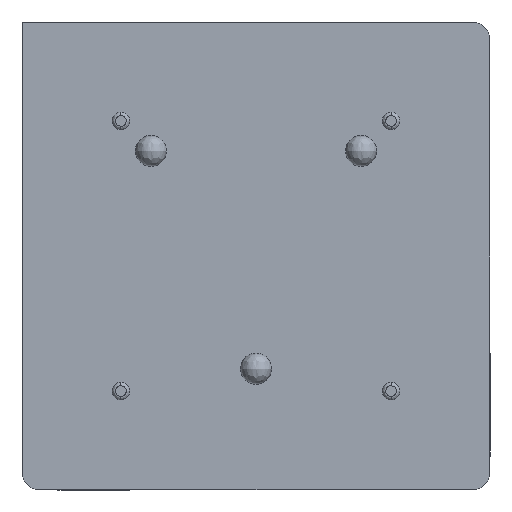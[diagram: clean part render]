
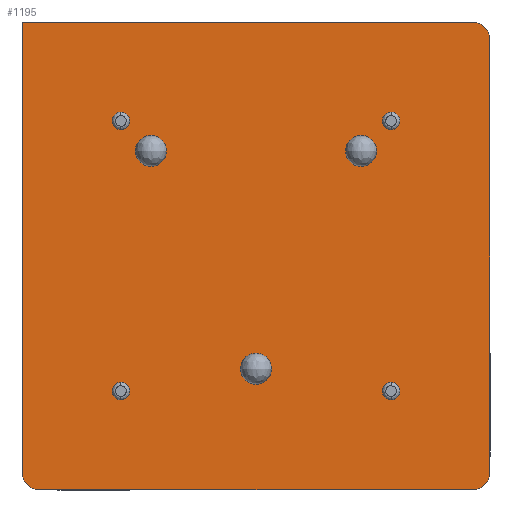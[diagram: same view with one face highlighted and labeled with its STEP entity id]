
A CAD part, front view. The second image highlights one B-rep face of the part: STEP entity #1195.
In plain terms, the highlighted planar face has unit normal (0, -1, 0).
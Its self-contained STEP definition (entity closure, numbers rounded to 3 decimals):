
#2 = DIRECTION ( 'NONE',  ( 0., 0., -1. ) ) ;
#4 = CARTESIAN_POINT ( 'NONE',  ( 6.1, 0.8, 6.1 ) ) ;
#86 = CARTESIAN_POINT ( 'NONE',  ( -6.1, 0.8, -6.6 ) ) ;
#100 = VERTEX_POINT ( 'NONE', #1911 ) ;
#190 = DIRECTION ( 'NONE',  ( 0., 0., -1. ) ) ;
#255 = ORIENTED_EDGE ( 'NONE', *, *, #1558, .T. ) ;
#270 = LINE ( 'NONE', #2073, #1055 ) ;
#282 = ORIENTED_EDGE ( 'NONE', *, *, #393, .T. ) ;
#360 = DIRECTION ( 'NONE',  ( 0., 0., -1. ) ) ;
#393 = EDGE_CURVE ( 'NONE', #770, #1967, #868, .T. ) ;
#522 = DIRECTION ( 'NONE',  ( 1., 0., 0. ) ) ;
#550 = PLANE ( 'NONE',  #2113 ) ;
#558 = AXIS2_PLACEMENT_3D ( 'NONE', #4, #1582, #360 ) ;
#639 = VERTEX_POINT ( 'NONE', #1671 ) ;
#676 = ORIENTED_EDGE ( 'NONE', *, *, #1149, .T. ) ;
#743 = DIRECTION ( 'NONE',  ( -1., 0., 0. ) ) ;
#757 = EDGE_CURVE ( 'NONE', #100, #1681, #867, .T. ) ;
#770 = VERTEX_POINT ( 'NONE', #1234 ) ;
#778 = CARTESIAN_POINT ( 'NONE',  ( 6.1, 0.8, -6.1 ) ) ;
#846 = AXIS2_PLACEMENT_3D ( 'NONE', #778, #2005, #948 ) ;
#867 = CIRCLE ( 'NONE', #909, 0.5 ) ;
#868 = CIRCLE ( 'NONE', #846, 0.5 ) ;
#873 = CARTESIAN_POINT ( 'NONE',  ( -6.1, 0.8, -6.1 ) ) ;
#877 = ORIENTED_EDGE ( 'NONE', *, *, #757, .T. ) ;
#909 = AXIS2_PLACEMENT_3D ( 'NONE', #1406, #1042, #2 ) ;
#948 = DIRECTION ( 'NONE',  ( 0., 0., -1. ) ) ;
#971 = LINE ( 'NONE', #1442, #1714 ) ;
#1023 = ORIENTED_EDGE ( 'NONE', *, *, #2257, .T. ) ;
#1042 = DIRECTION ( 'NONE',  ( 0., -1., 0. ) ) ;
#1055 = VECTOR ( 'NONE', #522, 1000. ) ;
#1149 = EDGE_CURVE ( 'NONE', #1967, #1994, #1204, .T. ) ;
#1195 = ADVANCED_FACE ( 'NONE', ( #1524 ), #550, .T. ) ;
#1204 = LINE ( 'NONE', #2029, #1262 ) ;
#1234 = CARTESIAN_POINT ( 'NONE',  ( 6.1, 0.8, -6.6 ) ) ;
#1262 = VECTOR ( 'NONE', #1726, 1000. ) ;
#1315 = EDGE_CURVE ( 'NONE', #2253, #639, #971, .T. ) ;
#1406 = CARTESIAN_POINT ( 'NONE',  ( -6.1, 0.8, -6.1 ) ) ;
#1436 = EDGE_LOOP ( 'NONE', ( #1023, #1721, #1605, #877, #255, #282, #676 ) ) ;
#1442 = CARTESIAN_POINT ( 'NONE',  ( -6.1, 0.8, 6.6 ) ) ;
#1524 = FACE_OUTER_BOUND ( 'NONE', #1436, .T. ) ;
#1543 = CARTESIAN_POINT ( 'NONE',  ( -6.6, 0.8, -6.1 ) ) ;
#1558 = EDGE_CURVE ( 'NONE', #1681, #770, #270, .T. ) ;
#1559 = CARTESIAN_POINT ( 'NONE',  ( 6.1, 0.8, 6.6 ) ) ;
#1579 = VECTOR ( 'NONE', #1895, 1000. ) ;
#1582 = DIRECTION ( 'NONE',  ( 0., -1., 0. ) ) ;
#1595 = EDGE_CURVE ( 'NONE', #639, #100, #2131, .T. ) ;
#1605 = ORIENTED_EDGE ( 'NONE', *, *, #1595, .T. ) ;
#1671 = CARTESIAN_POINT ( 'NONE',  ( -6.6, 0.8, 6.6 ) ) ;
#1681 = VERTEX_POINT ( 'NONE', #86 ) ;
#1714 = VECTOR ( 'NONE', #743, 1000. ) ;
#1721 = ORIENTED_EDGE ( 'NONE', *, *, #1315, .T. ) ;
#1726 = DIRECTION ( 'NONE',  ( 0., 0., 1. ) ) ;
#1734 = CIRCLE ( 'NONE', #558, 0.5 ) ;
#1895 = DIRECTION ( 'NONE',  ( 0., 0., -1. ) ) ;
#1911 = CARTESIAN_POINT ( 'NONE',  ( -6.6, 0.8, -6.1 ) ) ;
#1967 = VERTEX_POINT ( 'NONE', #2161 ) ;
#1971 = CARTESIAN_POINT ( 'NONE',  ( 6.6, 0.8, 6.1 ) ) ;
#1994 = VERTEX_POINT ( 'NONE', #1971 ) ;
#2005 = DIRECTION ( 'NONE',  ( 0., -1., 0. ) ) ;
#2029 = CARTESIAN_POINT ( 'NONE',  ( 6.6, 0.8, -6.1 ) ) ;
#2073 = CARTESIAN_POINT ( 'NONE',  ( -6.1, 0.8, -6.6 ) ) ;
#2113 = AXIS2_PLACEMENT_3D ( 'NONE', #873, #2133, #190 ) ;
#2131 = LINE ( 'NONE', #1543, #1579 ) ;
#2133 = DIRECTION ( 'NONE',  ( 0., -1., 0. ) ) ;
#2161 = CARTESIAN_POINT ( 'NONE',  ( 6.6, 0.8, -6.1 ) ) ;
#2253 = VERTEX_POINT ( 'NONE', #1559 ) ;
#2257 = EDGE_CURVE ( 'NONE', #1994, #2253, #1734, .T. ) ;
